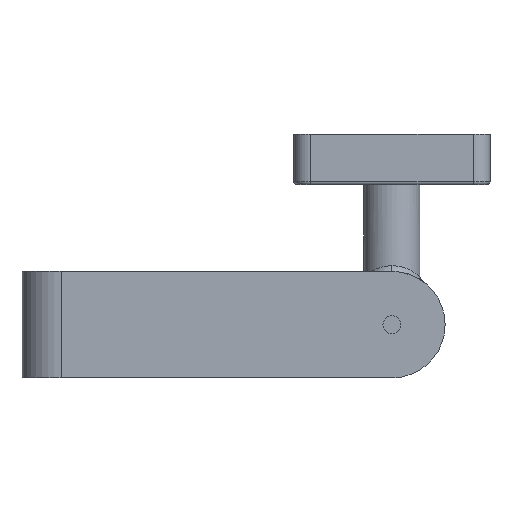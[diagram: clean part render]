
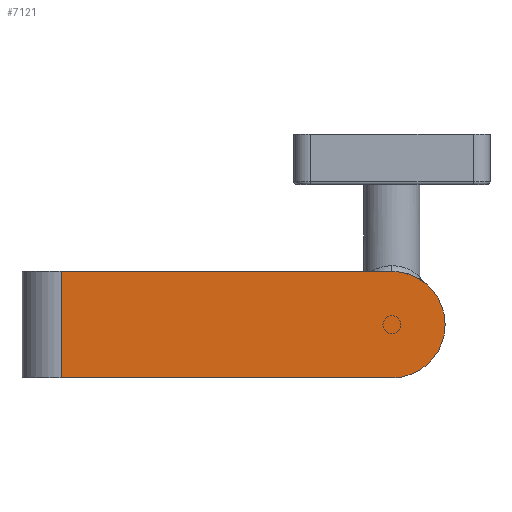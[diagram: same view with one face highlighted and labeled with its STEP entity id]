
A CAD part, front view. The second image highlights one B-rep face of the part: STEP entity #7121.
In plain terms, the highlighted face is planar.
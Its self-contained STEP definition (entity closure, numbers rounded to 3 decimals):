
#6729=DIRECTION('',(0.,1.,0.));
#6730=VECTOR('',#6729,59.);
#6731=CARTESIAN_POINT('',(-66.,-62.,-9.5));
#6732=LINE('',#6731,#6730);
#6733=DIRECTION('',(0.,1.,0.));
#6734=VECTOR('',#6733,59.);
#6735=CARTESIAN_POINT('',(-66.,-62.,9.5));
#6736=LINE('',#6735,#6734);
#6737=CARTESIAN_POINT('',(-66.,-3.,0.));
#6738=DIRECTION('',(-1.,0.,0.));
#6739=DIRECTION('',(0.,1.,0.));
#6740=AXIS2_PLACEMENT_3D('',#6737,#6738,#6739);
#6742=CARTESIAN_POINT('',(-66.,-3.,0.));
#6743=DIRECTION('',(-1.,0.,0.));
#6744=DIRECTION('',(0.,0.,1.));
#6745=AXIS2_PLACEMENT_3D('',#6742,#6743,#6744);
#6899=DIRECTION('',(0.,0.,-1.));
#6900=VECTOR('',#6899,19.);
#6901=CARTESIAN_POINT('',(-66.,-62.,9.5));
#6902=LINE('',#6901,#6900);
#7025=CARTESIAN_POINT('',(-66.,-62.,-9.5));
#7026=CARTESIAN_POINT('',(-66.,-3.,-9.5));
#7027=VERTEX_POINT('',#7025);
#7028=VERTEX_POINT('',#7026);
#7041=CARTESIAN_POINT('',(-66.,6.5,0.));
#7042=VERTEX_POINT('',#7041);
#7043=CARTESIAN_POINT('',(-66.,-3.,9.5));
#7045=VERTEX_POINT('',#7043);
#7055=CARTESIAN_POINT('',(-66.,-62.,9.5));
#7056=VERTEX_POINT('',#7055);
#7105=CARTESIAN_POINT('',(-66.,6.5,9.5));
#7106=DIRECTION('',(1.,0.,0.));
#7107=DIRECTION('',(0.,0.,-1.));
#7108=AXIS2_PLACEMENT_3D('',#7105,#7106,#7107);
#7109=PLANE('',#7108);
#7111=ORIENTED_EDGE('',*,*,#7110,.F.);
#7113=ORIENTED_EDGE('',*,*,#7112,.T.);
#7114=ORIENTED_EDGE('',*,*,#7094,.T.);
#7116=ORIENTED_EDGE('',*,*,#7115,.F.);
#7118=ORIENTED_EDGE('',*,*,#7117,.F.);
#7119=EDGE_LOOP('',(#7111,#7113,#7114,#7116,#7118));
#7120=FACE_OUTER_BOUND('',#7119,.F.);
#6741=CIRCLE('',#6740,9.5);
#6746=CIRCLE('',#6745,9.5);
#7094=EDGE_CURVE('',#7027,#7028,#6732,.T.);
#7110=EDGE_CURVE('',#7056,#7045,#6736,.T.);
#7112=EDGE_CURVE('',#7056,#7027,#6902,.T.);
#7115=EDGE_CURVE('',#7042,#7028,#6741,.T.);
#7117=EDGE_CURVE('',#7045,#7042,#6746,.T.);
#7121=ADVANCED_FACE('',(#7120),#7109,.F.);
